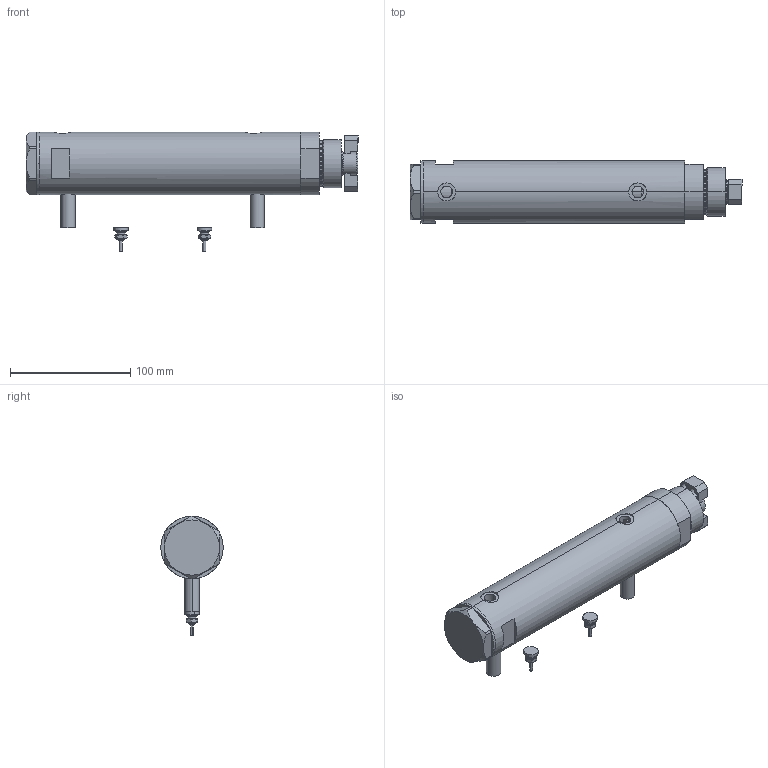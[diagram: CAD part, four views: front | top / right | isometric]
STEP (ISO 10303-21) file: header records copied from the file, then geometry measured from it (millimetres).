
FILE_DESCRIPTION (( 'STEP AP203' ), '1' );
FILE_NAME ('2c5d.STEP', '2024-02-11T12:54:53', ( '' ), ( '' ), 'SwSTEP 2.0', 'SolidWorks 2019', '' );
FILE_SCHEMA (( 'CONFIG_CONTROL_DESIGN' ));
Length unit declared in the file: millimetre
Products named in the file (7): V270CG_MIDDLE ae271255f641f8d697649a7371ab8c32; V270CG_RF211D ae271255f641f8d697649a7371ab8c32; Switch ae271255f641f8d697649a7371ab8c32; V270CG_VC ae271255f641f8d697649a7371ab8c32; 2c5d; V270CG_FRONT ae271255f641f8d697649a7371ab8c32; V270CG_BACK ae271255f641f8d697649a7371ab8c32
Assembly tree (8 placements, depth 2):
  2c5d
    V270CG_MIDDLE ae271255f641f8d697649a7371ab8c32
    V270CG_BACK ae271255f641f8d697649a7371ab8c32
    V270CG_FRONT ae271255f641f8d697649a7371ab8c32
    V270CG_VC ae271255f641f8d697649a7371ab8c32
    V270CG_RF211D ae271255f641f8d697649a7371ab8c32  x2
    Switch ae271255f641f8d697649a7371ab8c32  x2
Bounding box: 276.5 x 52 x 99.4 mm (x, y, z)
Volume: 502346.3 mm3; surface area: 112350.8 mm2
Topology: 8 solids, 8 shells, 266 faces, 591 edges, 363 vertices
Faces by surface type: plane 117, cylinder 85, cone 40, torus 24
Entity records: 7036 total; most frequent: CARTESIAN_POINT 1725, DIRECTION 1009, ORIENTED_EDGE 894, EDGE_CURVE 447, AXIS2_PLACEMENT_3D 415, VERTEX_POINT 275, EDGE_LOOP 228, CIRCLE 204
